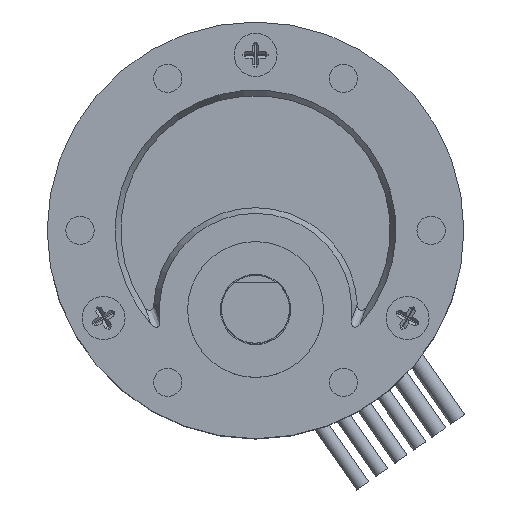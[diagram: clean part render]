
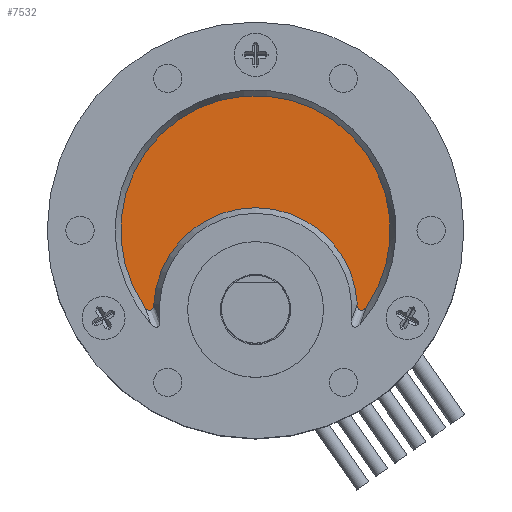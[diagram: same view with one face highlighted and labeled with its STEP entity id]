
A CAD part, top view. The second image highlights one B-rep face of the part: STEP entity #7532.
In plain terms, the highlighted planar face has unit normal (0, 0, 1).
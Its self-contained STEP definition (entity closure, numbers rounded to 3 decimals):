
#15 = CARTESIAN_POINT ( 'NONE',  ( 10.123, -6.748, 18.925 ) ) ;
#949 = AXIS2_PLACEMENT_3D ( 'NONE', #29636, #32229, #23896 ) ;
#970 = ORIENTED_EDGE ( 'NONE', *, *, #12831, .T. ) ;
#1099 = VERTEX_POINT ( 'NONE', #25347 ) ;
#1367 = CARTESIAN_POINT ( 'NONE',  ( 29.147, -7.034, 18.925 ) ) ;
#1528 = VERTEX_POINT ( 'NONE', #14834 ) ;
#1553 = DIRECTION ( 'NONE',  ( 1., 0., 0. ) ) ;
#1719 = CARTESIAN_POINT ( 'NONE',  ( 28.999, -6.878, 18.925 ) ) ;
#1721 = AXIS2_PLACEMENT_3D ( 'NONE', #9882, #10117, #10240 ) ;
#4817 = CIRCLE ( 'NONE', #7210, 11.9 ) ;
#5610 = ORIENTED_EDGE ( 'NONE', *, *, #35843, .T. ) ;
#5770 = EDGE_CURVE ( 'NONE', #24355, #1099, #14741, .T. ) ;
#7210 = AXIS2_PLACEMENT_3D ( 'NONE', #35315, #21005, #1553 ) ;
#7532 = ADVANCED_FACE ( 'NONE', ( #28709 ), #10009, .T. ) ;
#8072 = CARTESIAN_POINT ( 'NONE',  ( 10.437, -7.032, 18.925 ) ) ;
#8317 = CARTESIAN_POINT ( 'NONE',  ( 10.7, -7.036, 18.925 ) ) ;
#8449 = CARTESIAN_POINT ( 'NONE',  ( 10.184, -6.836, 18.925 ) ) ;
#9631 = CARTESIAN_POINT ( 'NONE',  ( 29.593, -6.918, 18.925 ) ) ;
#9753 = CARTESIAN_POINT ( 'NONE',  ( 29.411, -7.033, 18.925 ) ) ;
#9882 = CARTESIAN_POINT ( 'NONE',  ( 19.925, 0., 18.925 ) ) ;
#9999 = CARTESIAN_POINT ( 'NONE',  ( 29.101, -7.004, 18.925 ) ) ;
#10009 = PLANE ( 'NONE',  #1721 ) ;
#10110 = CARTESIAN_POINT ( 'NONE',  ( 29.027, -6.925, 18.925 ) ) ;
#10117 = DIRECTION ( 'NONE',  ( 0., 0., 1. ) ) ;
#10240 = DIRECTION ( 'NONE',  ( 1., 0., 0. ) ) ;
#10300 = EDGE_LOOP ( 'NONE', ( #35434, #16487, #970, #5610 ) ) ;
#11239 = CARTESIAN_POINT ( 'NONE',  ( 10.596, -7.063, 18.925 ) ) ;
#12454 = CARTESIAN_POINT ( 'NONE',  ( 29.727, -6.748, 18.925 ) ) ;
#12831 = EDGE_CURVE ( 'NONE', #33783, #1528, #4817, .T. ) ;
#13584 = CARTESIAN_POINT ( 'NONE',  ( 10.932, -6.626, 18.925 ) ) ;
#14741 = CIRCLE ( 'NONE', #949, 9. ) ;
#14834 = CARTESIAN_POINT ( 'NONE',  ( 10.123, -6.748, 18.925 ) ) ;
#14903 = CARTESIAN_POINT ( 'NONE',  ( 28.918, -6.625, 18.925 ) ) ;
#16487 = ORIENTED_EDGE ( 'NONE', *, *, #21506, .T. ) ;
#16886 = CARTESIAN_POINT ( 'NONE',  ( 10.388, -7.007, 18.925 ) ) ;
#17747 = B_SPLINE_CURVE_WITH_KNOTS ( 'NONE', 3,
 ( #15, #8449, #25111, #16886, #8072, #28052, #11239, #8317, #30844, #19141, #36235, #27940, #13584, #30723 ),
 .UNSPECIFIED., .F., .F.,
 ( 4, 2, 2, 2, 2, 2, 4 ),
 ( 0., 0., 0., 0.001, 0.001, 0.001, 0.001 ),
 .UNSPECIFIED. ) ;
#18367 = CARTESIAN_POINT ( 'NONE',  ( 28.935, -6.73, 18.925 ) ) ;
#19141 = CARTESIAN_POINT ( 'NONE',  ( 10.821, -6.928, 18.925 ) ) ;
#21005 = DIRECTION ( 'NONE',  ( 0., 0., 1. ) ) ;
#21046 = CARTESIAN_POINT ( 'NONE',  ( 29.666, -6.836, 18.925 ) ) ;
#21410 = CARTESIAN_POINT ( 'NONE',  ( 29.251, -7.063, 18.925 ) ) ;
#21506 = EDGE_CURVE ( 'NONE', #1099, #33783, #29311, .T. ) ;
#23731 = CARTESIAN_POINT ( 'NONE',  ( 29.46, -7.008, 18.925 ) ) ;
#23896 = DIRECTION ( 'NONE',  ( 1., 0., 0. ) ) ;
#24355 = VERTEX_POINT ( 'NONE', #26323 ) ;
#25111 = CARTESIAN_POINT ( 'NONE',  ( 10.254, -6.915, 18.925 ) ) ;
#25347 = CARTESIAN_POINT ( 'NONE',  ( 28.912, -6.518, 18.925 ) ) ;
#26323 = CARTESIAN_POINT ( 'NONE',  ( 10.938, -6.518, 18.925 ) ) ;
#27940 = CARTESIAN_POINT ( 'NONE',  ( 10.914, -6.734, 18.925 ) ) ;
#28052 = CARTESIAN_POINT ( 'NONE',  ( 10.54, -7.06, 18.925 ) ) ;
#28709 = FACE_OUTER_BOUND ( 'NONE', #10300, .T. ) ;
#29311 = B_SPLINE_CURVE_WITH_KNOTS ( 'NONE', 3,
 ( #34257, #14903, #18367, #1719, #10110, #9999, #1367, #21410, #29709, #9753, #23731, #9631, #21046, #12454 ),
 .UNSPECIFIED., .F., .F.,
 ( 4, 2, 2, 2, 2, 2, 4 ),
 ( 0., 0., 0., 0.001, 0.001, 0.001, 0.001 ),
 .UNSPECIFIED. ) ;
#29636 = CARTESIAN_POINT ( 'NONE',  ( 19.925, -7., 18.925 ) ) ;
#29709 = CARTESIAN_POINT ( 'NONE',  ( 29.307, -7.061, 18.925 ) ) ;
#30723 = CARTESIAN_POINT ( 'NONE',  ( 10.938, -6.518, 18.925 ) ) ;
#30844 = CARTESIAN_POINT ( 'NONE',  ( 10.747, -7.005, 18.925 ) ) ;
#32229 = DIRECTION ( 'NONE',  ( 0., 0., -1. ) ) ;
#33783 = VERTEX_POINT ( 'NONE', #36279 ) ;
#34257 = CARTESIAN_POINT ( 'NONE',  ( 28.912, -6.518, 18.925 ) ) ;
#35315 = CARTESIAN_POINT ( 'NONE',  ( 19.925, 0., 18.925 ) ) ;
#35434 = ORIENTED_EDGE ( 'NONE', *, *, #5770, .T. ) ;
#35843 = EDGE_CURVE ( 'NONE', #1528, #24355, #17747, .T. ) ;
#36235 = CARTESIAN_POINT ( 'NONE',  ( 10.85, -6.881, 18.925 ) ) ;
#36279 = CARTESIAN_POINT ( 'NONE',  ( 29.727, -6.748, 18.925 ) ) ;
